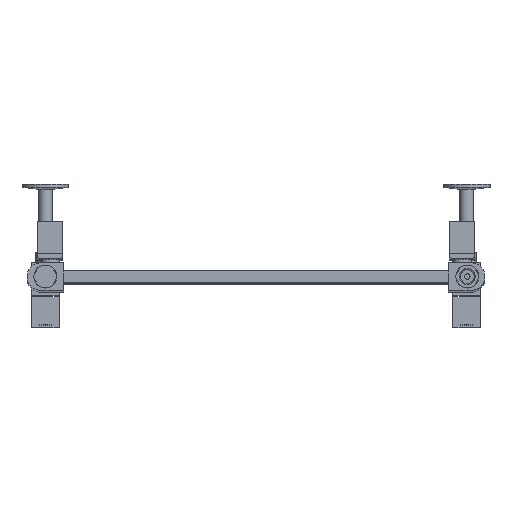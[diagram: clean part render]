
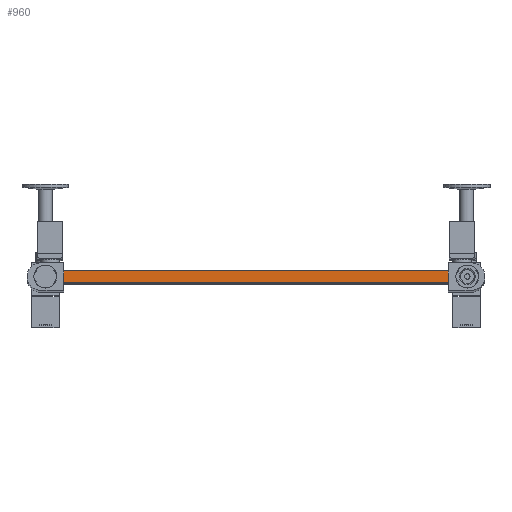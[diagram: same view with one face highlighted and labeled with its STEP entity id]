
A CAD part, top view. The second image highlights one B-rep face of the part: STEP entity #960.
In plain terms, the highlighted face is planar.
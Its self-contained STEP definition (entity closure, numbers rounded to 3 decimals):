
#838 = EDGE_LOOP ( 'NONE', ( #955, #903, #905, #948 ) ) ;
#844 = VERTEX_POINT ( 'NONE', #2020 ) ;
#848 = EDGE_CURVE ( 'NONE', #956, #844, #2060, .T. ) ;
#902 = VERTEX_POINT ( 'NONE', #2121 ) ;
#903 = ORIENTED_EDGE ( 'NONE', *, *, #848, .F. ) ;
#904 = EDGE_CURVE ( 'NONE', #902, #956, #2120, .T. ) ;
#905 = ORIENTED_EDGE ( 'NONE', *, *, #904, .F. ) ;
#906 = EDGE_CURVE ( 'NONE', #902, #958, #2116, .T. ) ;
#947 = EDGE_CURVE ( 'NONE', #958, #844, #2296, .T. ) ;
#948 = ORIENTED_EDGE ( 'NONE', *, *, #906, .T. ) ;
#955 = ORIENTED_EDGE ( 'NONE', *, *, #947, .T. ) ;
#956 = VERTEX_POINT ( 'NONE', #2270 ) ;
#958 = VERTEX_POINT ( 'NONE', #2221 ) ;
#960 = ADVANCED_FACE ( 'NONE', ( #2220 ), #2203, .F. ) ;
#2020 = CARTESIAN_POINT ( 'NONE',  ( -21., -7., -230. ) ) ;
#2059 = CARTESIAN_POINT ( 'NONE',  ( -21., -7., 230. ) ) ;
#2060 = LINE ( 'NONE', #2059, #2101 ) ;
#2100 = DIRECTION ( 'NONE',  ( 0., 0., -1. ) ) ;
#2101 = VECTOR ( 'NONE', #2100, 1000. ) ;
#2109 = DIRECTION ( 'NONE',  ( 0., 0., -1. ) ) ;
#2110 = VECTOR ( 'NONE', #2109, 1000. ) ;
#2111 = CARTESIAN_POINT ( 'NONE',  ( -21., 7., 230. ) ) ;
#2112 = DIRECTION ( 'NONE',  ( 0., -1., 0. ) ) ;
#2113 = VECTOR ( 'NONE', #2112, 1000. ) ;
#2116 = LINE ( 'NONE', #2111, #2110 ) ;
#2119 = CARTESIAN_POINT ( 'NONE',  ( -21., 7., 230. ) ) ;
#2120 = LINE ( 'NONE', #2119, #2113 ) ;
#2121 = CARTESIAN_POINT ( 'NONE',  ( -21., 7., 230. ) ) ;
#2203 = PLANE ( 'NONE',  #2263 ) ;
#2205 = DIRECTION ( 'NONE',  ( 0., -1., 0. ) ) ;
#2206 = VECTOR ( 'NONE', #2205, 1000. ) ;
#2220 = FACE_OUTER_BOUND ( 'NONE', #838, .T. ) ;
#2221 = CARTESIAN_POINT ( 'NONE',  ( -21., 7., -230. ) ) ;
#2260 = DIRECTION ( 'NONE',  ( 0., 0., -1. ) ) ;
#2261 = DIRECTION ( 'NONE',  ( 1., 0., 0. ) ) ;
#2262 = CARTESIAN_POINT ( 'NONE',  ( -21., 7., 230. ) ) ;
#2263 = AXIS2_PLACEMENT_3D ( 'NONE', #2262, #2261, #2260 ) ;
#2270 = CARTESIAN_POINT ( 'NONE',  ( -21., -7., 230. ) ) ;
#2295 = CARTESIAN_POINT ( 'NONE',  ( -21., 7., -230. ) ) ;
#2296 = LINE ( 'NONE', #2295, #2206 ) ;
